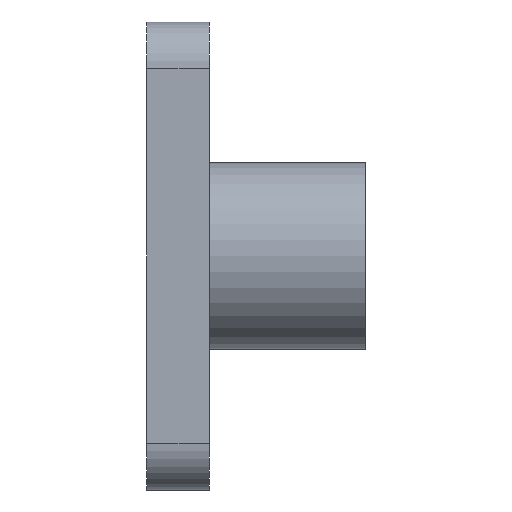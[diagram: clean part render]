
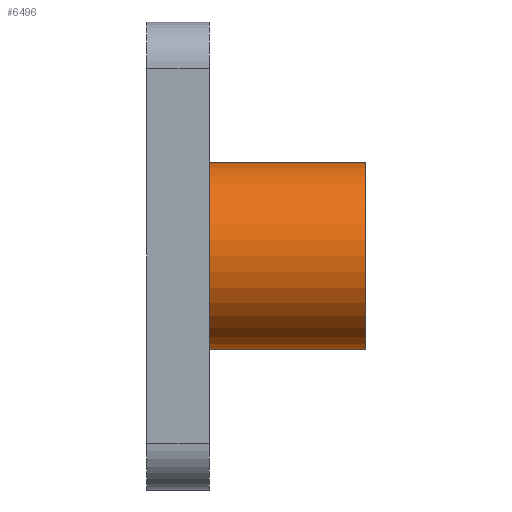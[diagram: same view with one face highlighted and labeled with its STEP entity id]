
A CAD part, left-side view. The second image highlights one B-rep face of the part: STEP entity #6496.
In plain terms, the highlighted cylindrical face has radius 6 mm (diameter 12 mm), a partial arc.
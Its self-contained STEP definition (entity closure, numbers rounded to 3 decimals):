
#173 = LINE ( 'NONE', #4610, #7581 ) ;
#446 = CARTESIAN_POINT ( 'NONE',  ( 0., -10., 6. ) ) ;
#1426 = CYLINDRICAL_SURFACE ( 'NONE', #14210, 6. ) ;
#2158 = VERTEX_POINT ( 'NONE', #15468 ) ;
#3027 = DIRECTION ( 'NONE',  ( 0., 1., 0. ) ) ;
#3055 = EDGE_CURVE ( 'NONE', #18224, #14007, #10602, .T. ) ;
#3159 = DIRECTION ( 'NONE',  ( 0., -1., 0. ) ) ;
#3717 = AXIS2_PLACEMENT_3D ( 'NONE', #10970, #3159, #14091 ) ;
#4570 = CARTESIAN_POINT ( 'NONE',  ( 0., -10., 0. ) ) ;
#4610 = CARTESIAN_POINT ( 'NONE',  ( 0., -10., 6. ) ) ;
#5089 = VECTOR ( 'NONE', #9108, 1000. ) ;
#5412 = DIRECTION ( 'NONE',  ( 0., 1., 0. ) ) ;
#6238 = DIRECTION ( 'NONE',  ( 0., 0., -1. ) ) ;
#6496 = ADVANCED_FACE ( 'NONE', ( #15685 ), #1426, .T. ) ;
#7014 = CARTESIAN_POINT ( 'NONE',  ( 0., -10., 0. ) ) ;
#7530 = CARTESIAN_POINT ( 'NONE',  ( 0., -10., -6. ) ) ;
#7547 = DIRECTION ( 'NONE',  ( 0., -1., 0. ) ) ;
#7581 = VECTOR ( 'NONE', #3027, 1000. ) ;
#8263 = EDGE_CURVE ( 'NONE', #18224, #18467, #173, .T. ) ;
#9108 = DIRECTION ( 'NONE',  ( 0., 1., 0. ) ) ;
#10602 = CIRCLE ( 'NONE', #13023, 6. ) ;
#10970 = CARTESIAN_POINT ( 'NONE',  ( 0., 0., 0. ) ) ;
#11788 = EDGE_CURVE ( 'NONE', #14007, #2158, #14665, .T. ) ;
#12829 = ORIENTED_EDGE ( 'NONE', *, *, #3055, .F. ) ;
#13023 = AXIS2_PLACEMENT_3D ( 'NONE', #4570, #7547, #6238 ) ;
#14007 = VERTEX_POINT ( 'NONE', #17858 ) ;
#14091 = DIRECTION ( 'NONE',  ( 0., 0., 1. ) ) ;
#14210 = AXIS2_PLACEMENT_3D ( 'NONE', #7014, #5412, #17962 ) ;
#14357 = ORIENTED_EDGE ( 'NONE', *, *, #8263, .T. ) ;
#14532 = ORIENTED_EDGE ( 'NONE', *, *, #11788, .F. ) ;
#14665 = LINE ( 'NONE', #7530, #5089 ) ;
#15219 = ORIENTED_EDGE ( 'NONE', *, *, #19531, .T. ) ;
#15468 = CARTESIAN_POINT ( 'NONE',  ( 0., 0., -6. ) ) ;
#15685 = FACE_OUTER_BOUND ( 'NONE', #18349, .T. ) ;
#17858 = CARTESIAN_POINT ( 'NONE',  ( 0., -10., -6. ) ) ;
#17962 = DIRECTION ( 'NONE',  ( 0., 0., 1. ) ) ;
#18224 = VERTEX_POINT ( 'NONE', #446 ) ;
#18349 = EDGE_LOOP ( 'NONE', ( #14532, #12829, #14357, #15219 ) ) ;
#18467 = VERTEX_POINT ( 'NONE', #19907 ) ;
#19531 = EDGE_CURVE ( 'NONE', #18467, #2158, #20293, .T. ) ;
#19907 = CARTESIAN_POINT ( 'NONE',  ( 0., 0., 6. ) ) ;
#20293 = CIRCLE ( 'NONE', #3717, 6. ) ;
